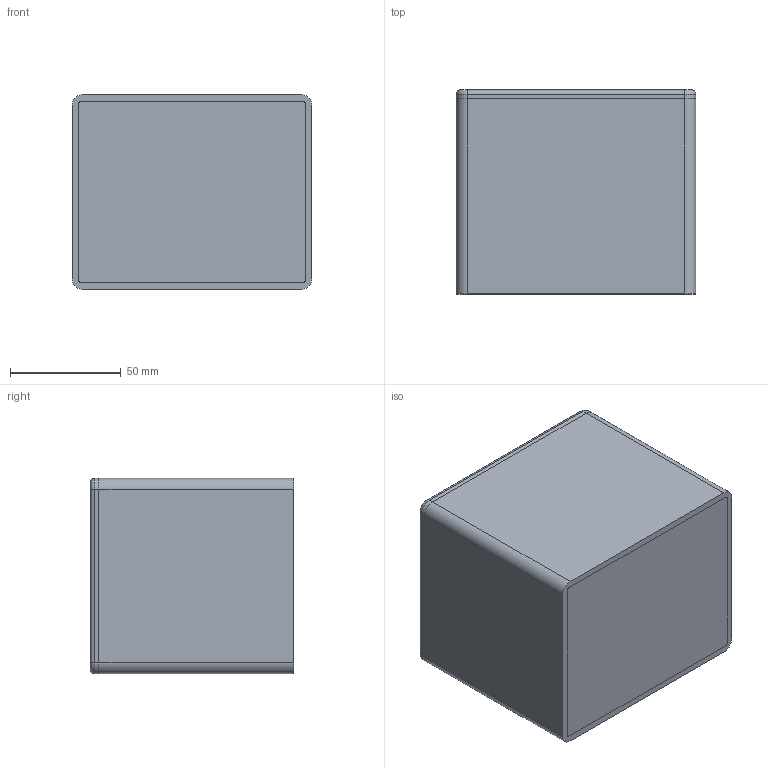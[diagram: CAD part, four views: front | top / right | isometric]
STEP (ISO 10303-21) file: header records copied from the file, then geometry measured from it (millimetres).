
FILE_DESCRIPTION(/* description */ (''),/* implementation_level */ '2;1');
FILE_NAME(/* name */ 'Gert 100mm.step',/* time_stamp */ '2023-11-07T17:08:18+01:00',/* author */ (''),/* organization */ (''),/* preprocessor_version */ 'ST-DEVELOPER v20',/* originating_system */ 'Autodesk Translation Framework v12.14.0.127',/* authorisation */ '');
FILE_SCHEMA (('AUTOMOTIVE_DESIGN { 1 0 10303 214 3 1 1 }'));
Length unit declared in the file: millimetre
Products named in the file (3): Gerät 100mm; Gehäuse 100mm (1); Analog anzeige 100mm
Assembly tree (2 placements, depth 2):
  Gerät 100mm
    Gehäuse 100mm (1)
    Analog anzeige 100mm
Bounding box: 108.1 x 92 x 88.1 mm (x, y, z)
Volume: 404264.6 mm3; surface area: 190793.8 mm2
Topology: 20 solids, 20 shells, 656 faces, 1714 edges, 1111 vertices
Faces by surface type: plane 260, bspline 194, cylinder 155, torus 20, sphere 16, cone 11
Full cylindrical faces by diameter (mm): 1.653 x2, 3 x6, 3.306 x2, 18 x4, 26.446 x1, 32 x2, 70.5 x1
Entity records: 22343 total; most frequent: CARTESIAN_POINT 6846, ORIENTED_EDGE 3424, DIRECTION 2637, EDGE_CURVE 1712, VERTEX_POINT 1111, LINE 917, VECTOR 917, AXIS2_PLACEMENT_3D 860
